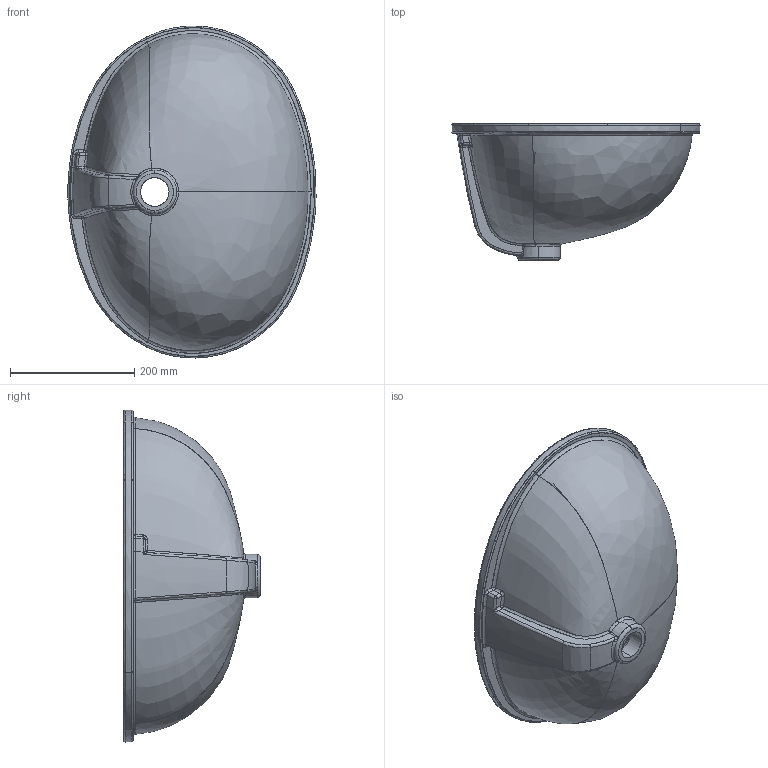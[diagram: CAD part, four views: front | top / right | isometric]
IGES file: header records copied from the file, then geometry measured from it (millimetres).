
Start section: SolidWorks IGES file using analytic representation for surfaces
Global section: file name: ANLE2.IGS; native system: SolidWorks 2011; preprocessor: SolidWorks 2011; author: 5266; date: 161013.103613; units: millimetre
Bounding box: 399.71 x 220 x 534.93 mm (x, y, z)
Surface area: 622139.3 mm2 (no closed solid volume)
Topology: 0 solids, 0 shells, 110 faces, 1874 edges, 1870 vertices
Faces by surface type: bspline 95, revolution 15
